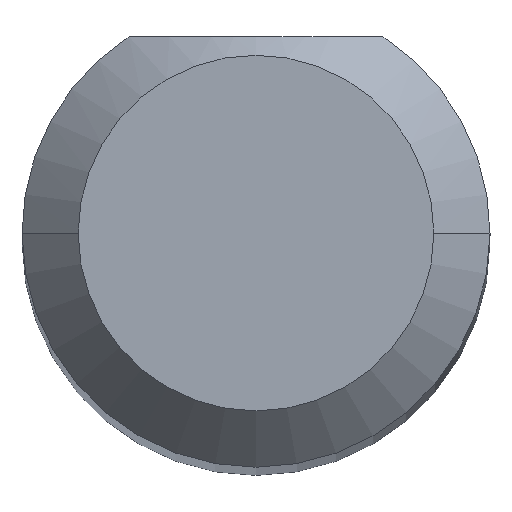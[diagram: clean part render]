
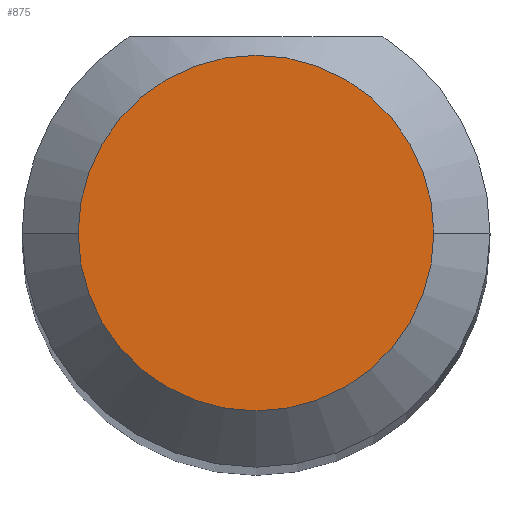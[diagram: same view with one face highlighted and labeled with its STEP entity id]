
A CAD part, top view. The second image highlights one B-rep face of the part: STEP entity #875.
In plain terms, the highlighted planar face has unit normal (0, 0, 1).
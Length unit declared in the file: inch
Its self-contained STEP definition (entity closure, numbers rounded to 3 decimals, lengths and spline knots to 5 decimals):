
#106 = DIRECTION ( 'NONE',  ( 1., 0., 0. ) ) ;
#181 = FACE_OUTER_BOUND ( 'NONE', #401, .T. ) ;
#206 = CIRCLE ( 'NONE', #463, 0.0475 ) ;
#258 = DIRECTION ( 'NONE',  ( 0., 0., 1. ) ) ;
#285 = EDGE_CURVE ( 'NONE', #382, #1021, #759, .T. ) ;
#287 = DIRECTION ( 'NONE',  ( 0., 0., 1. ) ) ;
#382 = VERTEX_POINT ( 'NONE', #915 ) ;
#401 = EDGE_LOOP ( 'NONE', ( #452, #782 ) ) ;
#450 = CARTESIAN_POINT ( 'NONE',  ( 0.0475, 0., 1.5 ) ) ;
#452 = ORIENTED_EDGE ( 'NONE', *, *, #285, .T. ) ;
#463 = AXIS2_PLACEMENT_3D ( 'NONE', #803, #287, #956 ) ;
#554 = AXIS2_PLACEMENT_3D ( 'NONE', #1012, #258, #106 ) ;
#601 = DIRECTION ( 'NONE',  ( 0., 0., 1. ) ) ;
#673 = PLANE ( 'NONE',  #554 ) ;
#746 = DIRECTION ( 'NONE',  ( 1., 0., 0. ) ) ;
#759 = CIRCLE ( 'NONE', #1053, 0.0475 ) ;
#782 = ORIENTED_EDGE ( 'NONE', *, *, #1015, .T. ) ;
#803 = CARTESIAN_POINT ( 'NONE',  ( 0., 0., 1.5 ) ) ;
#875 = ADVANCED_FACE ( 'NONE', ( #181 ), #673, .T. ) ;
#915 = CARTESIAN_POINT ( 'NONE',  ( -0.0475, 0., 1.5 ) ) ;
#956 = DIRECTION ( 'NONE',  ( 1., 0., 0. ) ) ;
#1007 = CARTESIAN_POINT ( 'NONE',  ( 0., 0., 1.5 ) ) ;
#1012 = CARTESIAN_POINT ( 'NONE',  ( 0., 0., 1.5 ) ) ;
#1015 = EDGE_CURVE ( 'NONE', #1021, #382, #206, .T. ) ;
#1021 = VERTEX_POINT ( 'NONE', #450 ) ;
#1053 = AXIS2_PLACEMENT_3D ( 'NONE', #1007, #601, #746 ) ;
